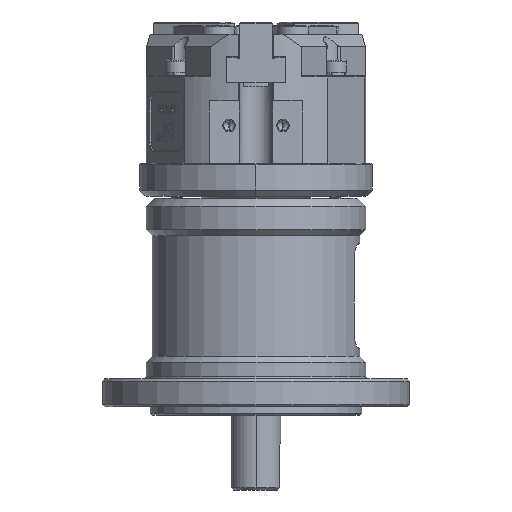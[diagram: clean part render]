
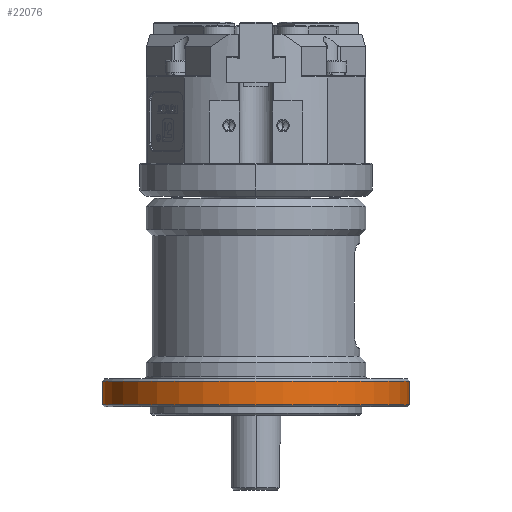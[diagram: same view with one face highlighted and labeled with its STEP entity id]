
A CAD part, front view. The second image highlights one B-rep face of the part: STEP entity #22076.
In plain terms, the highlighted cylindrical face has radius 37 mm (diameter 74 mm), a partial arc.
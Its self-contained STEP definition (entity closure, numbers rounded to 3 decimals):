
#6442 = VECTOR ( 'NONE', #68449, 1000. ) ;
#8479 = DIRECTION ( 'NONE',  ( -1., 0., 0. ) ) ;
#11644 = ORIENTED_EDGE ( 'NONE', *, *, #97854, .T. ) ;
#20274 = CIRCLE ( 'NONE', #73208, 37. ) ;
#22076 = ADVANCED_FACE ( 'NONE', ( #81486 ), #52170, .T. ) ;
#22845 = CARTESIAN_POINT ( 'NONE',  ( 37., 0., 6.25 ) ) ;
#25323 = LINE ( 'NONE', #134475, #6442 ) ;
#25919 = AXIS2_PLACEMENT_3D ( 'NONE', #63320, #85512, #8479 ) ;
#27547 = DIRECTION ( 'NONE',  ( 0., 0., -1. ) ) ;
#31912 = DIRECTION ( 'NONE',  ( 0., 0., 1. ) ) ;
#36988 = DIRECTION ( 'NONE',  ( 0., 0., -1. ) ) ;
#40026 = EDGE_CURVE ( 'NONE', #42865, #108301, #83793, .T. ) ;
#42865 = VERTEX_POINT ( 'NONE', #22845 ) ;
#49109 = ORIENTED_EDGE ( 'NONE', *, *, #114861, .T. ) ;
#52170 = CYLINDRICAL_SURFACE ( 'NONE', #25919, 37. ) ;
#55793 = VERTEX_POINT ( 'NONE', #60081 ) ;
#57918 = VECTOR ( 'NONE', #27547, 1000. ) ;
#59710 = CARTESIAN_POINT ( 'NONE',  ( -37., 0., 0.5 ) ) ;
#60081 = CARTESIAN_POINT ( 'NONE',  ( -37., 0., 6.25 ) ) ;
#63320 = CARTESIAN_POINT ( 'NONE',  ( 0., 0., 6.75 ) ) ;
#65132 = CIRCLE ( 'NONE', #123070, 37. ) ;
#68449 = DIRECTION ( 'NONE',  ( 0., 0., -1. ) ) ;
#73208 = AXIS2_PLACEMENT_3D ( 'NONE', #97956, #31912, #109025 ) ;
#81486 = FACE_OUTER_BOUND ( 'NONE', #103079, .T. ) ;
#81990 = CARTESIAN_POINT ( 'NONE',  ( 37., 0., 6.75 ) ) ;
#83793 = LINE ( 'NONE', #81990, #57918 ) ;
#85512 = DIRECTION ( 'NONE',  ( 0., 0., -1. ) ) ;
#94299 = VERTEX_POINT ( 'NONE', #59710 ) ;
#97854 = EDGE_CURVE ( 'NONE', #55793, #94299, #25323, .T. ) ;
#97956 = CARTESIAN_POINT ( 'NONE',  ( 0., 0., 0.5 ) ) ;
#100905 = CARTESIAN_POINT ( 'NONE',  ( 37., 0., 0.5 ) ) ;
#103058 = CARTESIAN_POINT ( 'NONE',  ( 0., 0., 6.25 ) ) ;
#103079 = EDGE_LOOP ( 'NONE', ( #120052, #49109, #11644, #131922 ) ) ;
#108301 = VERTEX_POINT ( 'NONE', #100905 ) ;
#109025 = DIRECTION ( 'NONE',  ( 1., 0., 0. ) ) ;
#114120 = DIRECTION ( 'NONE',  ( 1., 0., 0. ) ) ;
#114861 = EDGE_CURVE ( 'NONE', #42865, #55793, #65132, .T. ) ;
#115535 = EDGE_CURVE ( 'NONE', #94299, #108301, #20274, .T. ) ;
#120052 = ORIENTED_EDGE ( 'NONE', *, *, #40026, .F. ) ;
#123070 = AXIS2_PLACEMENT_3D ( 'NONE', #103058, #36988, #114120 ) ;
#131922 = ORIENTED_EDGE ( 'NONE', *, *, #115535, .T. ) ;
#134475 = CARTESIAN_POINT ( 'NONE',  ( -37., 0., 6.75 ) ) ;
